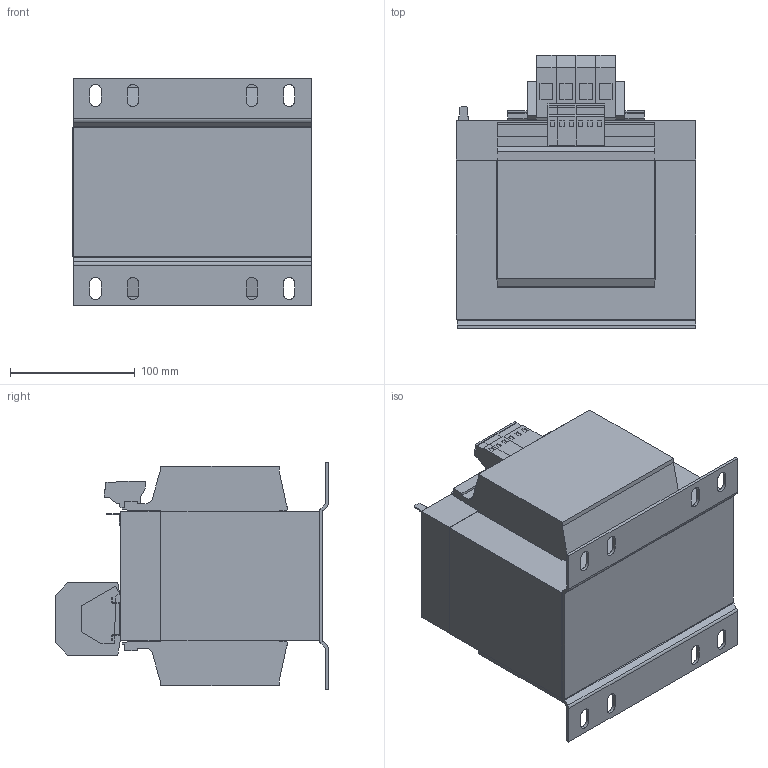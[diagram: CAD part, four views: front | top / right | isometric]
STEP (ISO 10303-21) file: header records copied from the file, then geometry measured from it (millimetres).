
FILE_DESCRIPTION (( 'STEP AP214' ), '1' );
FILE_NAME ('266353.STEP', '2020-07-13T08:26:16', ( '' ), ( '' ), 'SwSTEP 2.0', 'SolidWorks 2018', '' );
FILE_SCHEMA (( 'AUTOMOTIVE_DESIGN' ));
Length unit declared in the file: millimetre
Products named in the file (1): 266353
Bounding box: 192 x 219.6 x 183 mm (x, y, z)
Volume: 4455843.3 mm3; surface area: 295611.9 mm2
Topology: 1 solids, 1 shells, 422 faces, 1107 edges, 712 vertices
Faces by surface type: plane 348, cylinder 74
Entity records: 12865 total; most frequent: CARTESIAN_POINT 2278, ORIENTED_EDGE 2214, DIRECTION 2101, EDGE_CURVE 1107, LINE 951, VECTOR 951, VERTEX_POINT 712, AXIS2_PLACEMENT_3D 575
